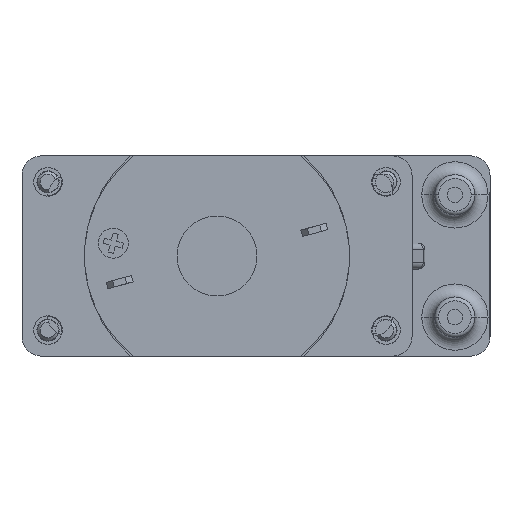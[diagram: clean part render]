
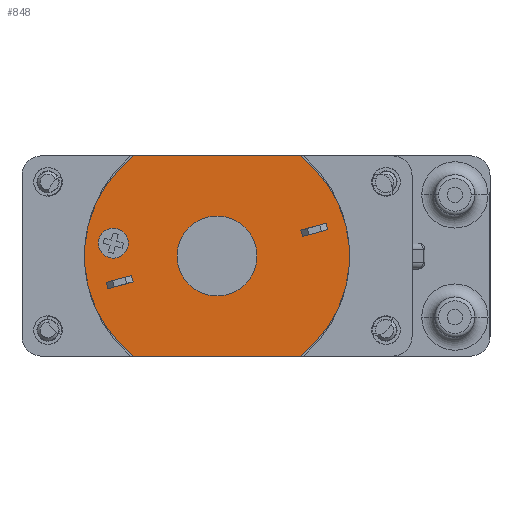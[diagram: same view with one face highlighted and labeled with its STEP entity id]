
A CAD part, front view. The second image highlights one B-rep face of the part: STEP entity #848.
In plain terms, the highlighted planar face has unit normal (0, -1, 0).
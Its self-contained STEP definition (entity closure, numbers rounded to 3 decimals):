
#1=CARTESIAN_POINT('',(-0.499,0.,0.));
#2=DIRECTION('',(0.,1.,0.));
#3=DIRECTION('',(-0.608,0.,-0.794));
#4=AXIS2_PLACEMENT_3D('',#1,#2,#3);
#6=DIRECTION('',(1.,0.,0.));
#7=VECTOR('',#6,12.8);
#8=CARTESIAN_POINT('',(-6.4,0.,7.7));
#9=LINE('',#8,#7);
#10=CARTESIAN_POINT('',(0.499,0.,0.));
#11=DIRECTION('',(0.,1.,0.));
#12=DIRECTION('',(0.608,0.,0.794));
#13=AXIS2_PLACEMENT_3D('',#10,#11,#12);
#15=DIRECTION('',(-1.,0.,0.));
#16=VECTOR('',#15,12.8);
#17=CARTESIAN_POINT('',(6.4,0.,-7.7));
#18=LINE('',#17,#16);
#19=CARTESIAN_POINT('',(0.,0.,0.));
#20=DIRECTION('',(0.,-1.,0.));
#21=DIRECTION('',(-1.,0.,0.));
#22=AXIS2_PLACEMENT_3D('',#19,#20,#21);
#24=CARTESIAN_POINT('',(0.,0.,0.));
#25=DIRECTION('',(0.,-1.,0.));
#26=DIRECTION('',(1.,0.,0.));
#27=AXIS2_PLACEMENT_3D('',#24,#25,#26);
#29=DIRECTION('',(0.259,0.,-0.966));
#30=VECTOR('',#29,0.5);
#31=CARTESIAN_POINT('',(-8.517,0.,-2.023));
#32=LINE('',#31,#30);
#33=DIRECTION('',(0.966,0.,0.259));
#34=VECTOR('',#33,2.);
#35=CARTESIAN_POINT('',(-8.387,0.,-2.506));
#36=LINE('',#35,#34);
#37=DIRECTION('',(-0.259,0.,0.966));
#38=VECTOR('',#37,0.5);
#39=CARTESIAN_POINT('',(-6.455,0.,-1.989));
#40=LINE('',#39,#38);
#41=DIRECTION('',(-0.966,0.,-0.259));
#42=VECTOR('',#41,2.);
#43=CARTESIAN_POINT('',(-6.585,0.,-1.506));
#44=LINE('',#43,#42);
#45=DIRECTION('',(-0.966,0.,-0.259));
#46=VECTOR('',#45,2.);
#47=CARTESIAN_POINT('',(8.387,0.,2.506));
#48=LINE('',#47,#46);
#49=DIRECTION('',(0.259,0.,-0.966));
#50=VECTOR('',#49,0.5);
#51=CARTESIAN_POINT('',(6.455,0.,1.989));
#52=LINE('',#51,#50);
#53=DIRECTION('',(0.966,0.,0.259));
#54=VECTOR('',#53,2.);
#55=CARTESIAN_POINT('',(6.585,0.,1.506));
#56=LINE('',#55,#54);
#57=DIRECTION('',(-0.259,0.,0.966));
#58=VECTOR('',#57,0.5);
#59=CARTESIAN_POINT('',(8.517,0.,2.023));
#60=LINE('',#59,#58);
#61=CARTESIAN_POINT('',(-7.977,0.,0.986));
#62=DIRECTION('',(0.,-1.,0.));
#63=DIRECTION('',(1.,0.,0.));
#64=AXIS2_PLACEMENT_3D('',#61,#62,#63);
#66=CARTESIAN_POINT('',(-7.977,0.,0.986));
#67=DIRECTION('',(0.,-1.,0.));
#68=DIRECTION('',(-1.,0.,0.));
#69=AXIS2_PLACEMENT_3D('',#66,#67,#68);
#613=CARTESIAN_POINT('',(-6.4,0.,-7.7));
#614=CARTESIAN_POINT('',(-6.4,0.,7.7));
#615=VERTEX_POINT('',#613);
#616=VERTEX_POINT('',#614);
#617=CARTESIAN_POINT('',(6.4,0.,7.7));
#618=VERTEX_POINT('',#617);
#619=CARTESIAN_POINT('',(6.4,0.,-7.7));
#620=VERTEX_POINT('',#619);
#645=CARTESIAN_POINT('',(-3.075,0.,0.));
#646=CARTESIAN_POINT('',(3.075,0.,0.));
#647=VERTEX_POINT('',#645);
#648=VERTEX_POINT('',#646);
#649=CARTESIAN_POINT('',(-8.517,0.,-2.023));
#650=CARTESIAN_POINT('',(-8.387,0.,-2.506));
#651=VERTEX_POINT('',#649);
#652=VERTEX_POINT('',#650);
#653=CARTESIAN_POINT('',(-6.455,0.,-1.989));
#654=VERTEX_POINT('',#653);
#655=CARTESIAN_POINT('',(-6.585,0.,-1.506));
#656=VERTEX_POINT('',#655);
#657=CARTESIAN_POINT('',(8.387,0.,2.506));
#658=CARTESIAN_POINT('',(6.455,0.,1.989));
#659=VERTEX_POINT('',#657);
#660=VERTEX_POINT('',#658);
#661=CARTESIAN_POINT('',(6.585,0.,1.506));
#662=VERTEX_POINT('',#661);
#663=CARTESIAN_POINT('',(8.517,0.,2.023));
#664=VERTEX_POINT('',#663);
#773=CARTESIAN_POINT('',(-6.827,0.,0.986));
#774=CARTESIAN_POINT('',(-9.127,0.,0.986));
#775=VERTEX_POINT('',#773);
#776=VERTEX_POINT('',#774);
#801=CARTESIAN_POINT('',(0.,0.,0.));
#802=DIRECTION('',(0.,1.,0.));
#803=DIRECTION('',(1.,0.,0.));
#804=AXIS2_PLACEMENT_3D('',#801,#802,#803);
#805=PLANE('',#804);
#807=ORIENTED_EDGE('',*,*,#806,.T.);
#809=ORIENTED_EDGE('',*,*,#808,.T.);
#811=ORIENTED_EDGE('',*,*,#810,.T.);
#813=ORIENTED_EDGE('',*,*,#812,.T.);
#814=EDGE_LOOP('',(#807,#809,#811,#813));
#815=FACE_OUTER_BOUND('',#814,.F.);
#817=ORIENTED_EDGE('',*,*,#816,.T.);
#819=ORIENTED_EDGE('',*,*,#818,.T.);
#820=EDGE_LOOP('',(#817,#819));
#821=FACE_BOUND('',#820,.F.);
#823=ORIENTED_EDGE('',*,*,#822,.T.);
#825=ORIENTED_EDGE('',*,*,#824,.T.);
#827=ORIENTED_EDGE('',*,*,#826,.T.);
#829=ORIENTED_EDGE('',*,*,#828,.T.);
#830=EDGE_LOOP('',(#823,#825,#827,#829));
#831=FACE_BOUND('',#830,.F.);
#833=ORIENTED_EDGE('',*,*,#832,.T.);
#835=ORIENTED_EDGE('',*,*,#834,.T.);
#837=ORIENTED_EDGE('',*,*,#836,.T.);
#839=ORIENTED_EDGE('',*,*,#838,.T.);
#840=EDGE_LOOP('',(#833,#835,#837,#839));
#841=FACE_BOUND('',#840,.F.);
#843=ORIENTED_EDGE('',*,*,#842,.T.);
#845=ORIENTED_EDGE('',*,*,#844,.T.);
#846=EDGE_LOOP('',(#843,#845));
#847=FACE_BOUND('',#846,.F.);
#848=ADVANCED_FACE('',(#815,#821,#831,#841,#847),#805,.F.);
#5=CIRCLE('',#4,9.701);
#14=CIRCLE('',#13,9.701);
#23=CIRCLE('',#22,3.075);
#28=CIRCLE('',#27,3.075);
#65=CIRCLE('',#64,1.15);
#70=CIRCLE('',#69,1.15);
#806=EDGE_CURVE('',#615,#616,#5,.T.);
#808=EDGE_CURVE('',#616,#618,#9,.T.);
#810=EDGE_CURVE('',#618,#620,#14,.T.);
#812=EDGE_CURVE('',#620,#615,#18,.T.);
#816=EDGE_CURVE('',#647,#648,#23,.T.);
#818=EDGE_CURVE('',#648,#647,#28,.T.);
#822=EDGE_CURVE('',#651,#652,#32,.T.);
#824=EDGE_CURVE('',#652,#654,#36,.T.);
#826=EDGE_CURVE('',#654,#656,#40,.T.);
#828=EDGE_CURVE('',#656,#651,#44,.T.);
#832=EDGE_CURVE('',#659,#660,#48,.T.);
#834=EDGE_CURVE('',#660,#662,#52,.T.);
#836=EDGE_CURVE('',#662,#664,#56,.T.);
#838=EDGE_CURVE('',#664,#659,#60,.T.);
#842=EDGE_CURVE('',#775,#776,#65,.T.);
#844=EDGE_CURVE('',#776,#775,#70,.T.);
